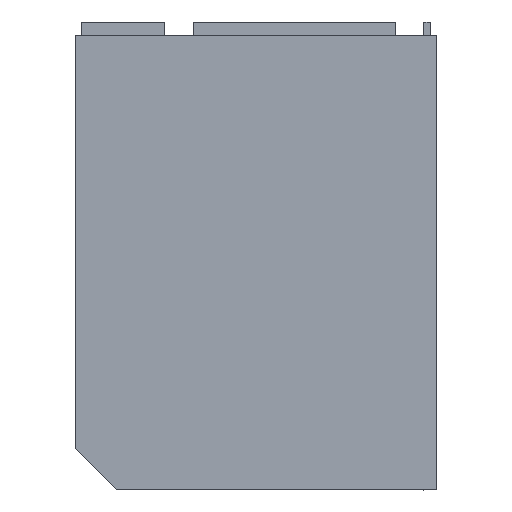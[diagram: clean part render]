
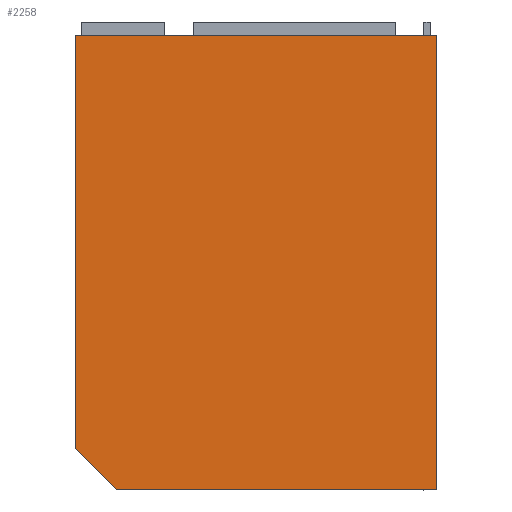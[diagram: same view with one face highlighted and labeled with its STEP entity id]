
A CAD part, top view. The second image highlights one B-rep face of the part: STEP entity #2258.
In plain terms, the highlighted planar face has unit normal (0, 0, 1).
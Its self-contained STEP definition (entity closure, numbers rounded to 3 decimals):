
#126=PLANE('',#2422);
#236=FACE_OUTER_BOUND('',#368,.T.);
#368=EDGE_LOOP('',(#2124,#2125,#2126,#2127,#2128));
#418=LINE('',#3140,#696);
#586=LINE('',#3516,#864);
#643=LINE('',#3634,#921);
#644=LINE('',#3637,#922);
#646=LINE('',#3640,#924);
#696=VECTOR('',#2546,10.);
#864=VECTOR('',#2872,10.);
#921=VECTOR('',#2993,10.);
#922=VECTOR('',#2996,10.);
#924=VECTOR('',#3000,10.);
#1014=VERTEX_POINT('',#3137);
#1015=VERTEX_POINT('',#3139);
#1144=VERTEX_POINT('',#3514);
#1173=VERTEX_POINT('',#3632);
#1174=VERTEX_POINT('',#3636);
#1241=EDGE_CURVE('',#1015,#1014,#418,.T.);
#1430=EDGE_CURVE('',#1014,#1144,#586,.T.);
#1489=EDGE_CURVE('',#1173,#1144,#643,.T.);
#1490=EDGE_CURVE('',#1174,#1015,#644,.T.);
#1492=EDGE_CURVE('',#1173,#1174,#646,.T.);
#2124=ORIENTED_EDGE('',*,*,#1492,.T.);
#2125=ORIENTED_EDGE('',*,*,#1490,.T.);
#2126=ORIENTED_EDGE('',*,*,#1241,.T.);
#2127=ORIENTED_EDGE('',*,*,#1430,.T.);
#2128=ORIENTED_EDGE('',*,*,#1489,.F.);
#2258=ADVANCED_FACE('',(#236),#126,.T.);
#2422=AXIS2_PLACEMENT_3D('',#3641,#3001,#3002);
#2546=DIRECTION('',(1.,0.,0.));
#2872=DIRECTION('',(0.,1.,0.));
#2993=DIRECTION('',(1.,0.,0.));
#2996=DIRECTION('',(0.707,-0.707,0.));
#3000=DIRECTION('',(0.,-1.,0.));
#3001=DIRECTION('center_axis',(0.,0.,1.));
#3002=DIRECTION('ref_axis',(1.,0.,0.));
#3137=CARTESIAN_POINT('',(25.965,-53.85,1.2));
#3139=CARTESIAN_POINT('',(-32.435,-53.85,1.2));
#3140=CARTESIAN_POINT('',(24.765,-53.85,1.2));
#3514=CARTESIAN_POINT('',(25.965,28.95,1.2));
#3516=CARTESIAN_POINT('',(25.965,-53.85,1.2));
#3632=CARTESIAN_POINT('',(-39.935,28.95,1.2));
#3634=CARTESIAN_POINT('',(24.765,28.95,1.2));
#3636=CARTESIAN_POINT('',(-39.935,-46.35,1.2));
#3637=CARTESIAN_POINT('',(-32.435,-53.85,1.2));
#3640=CARTESIAN_POINT('',(-39.935,-53.85,1.2));
#3641=CARTESIAN_POINT('Origin',(-7.585,-12.45,1.2));
